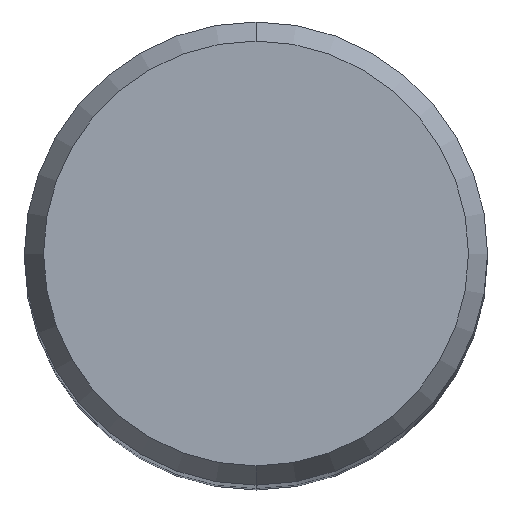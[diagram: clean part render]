
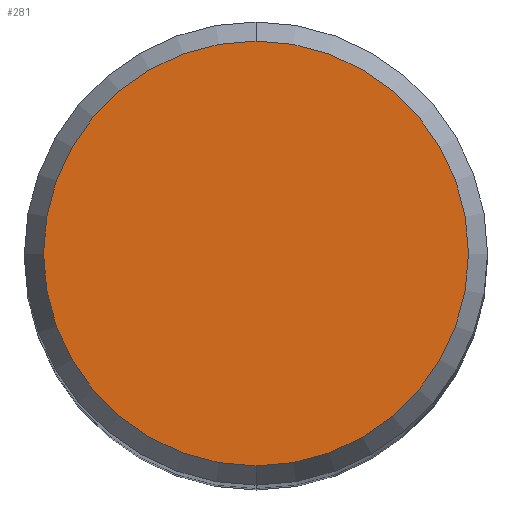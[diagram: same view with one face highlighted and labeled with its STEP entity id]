
A CAD part, top view. The second image highlights one B-rep face of the part: STEP entity #281.
In plain terms, the highlighted planar face has unit normal (0, 0, 1).
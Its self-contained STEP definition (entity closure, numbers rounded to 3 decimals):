
#161=EDGE_CURVE('',#201,#239,#428,.T.);
#201=VERTEX_POINT('',#473);
#239=VERTEX_POINT('',#511);
#281=ADVANCED_FACE('',(#558),#559,.T.);
#327=EDGE_CURVE('',#239,#201,#613,.T.);
#428=CIRCLE('',#713,5.098);
#473=CARTESIAN_POINT('',(0.,-5.098,0.0));
#511=CARTESIAN_POINT('',(0.0,5.098,0.0));
#558=FACE_OUTER_BOUND('',#1004,.T.);
#559=PLANE('',#1005);
#613=CIRCLE('',#1067,5.098);
#713=AXIS2_PLACEMENT_3D('',#1329,#1330,#1331);
#1004=EDGE_LOOP('',(#1453,#1454));
#1005=AXIS2_PLACEMENT_3D('',#1455,#1456,#1457);
#1067=AXIS2_PLACEMENT_3D('',#1539,#1540,#1541);
#1329=CARTESIAN_POINT('',(0.0,0.0,0.0));
#1330=DIRECTION('',(0.0,0.0,-1.0));
#1331=DIRECTION('',(0.0,1.0,0.0));
#1453=ORIENTED_EDGE('',*,*,#327,.F.);
#1454=ORIENTED_EDGE('',*,*,#161,.F.);
#1455=CARTESIAN_POINT('',(0.0,2.549,0.0));
#1456=DIRECTION('',(-0.0,0.0,1.0));
#1457=DIRECTION('',(0.0,-1.0,0.0));
#1539=CARTESIAN_POINT('',(0.0,0.0,0.0));
#1540=DIRECTION('',(0.0,0.0,-1.0));
#1541=DIRECTION('',(0.0,1.0,0.0));
